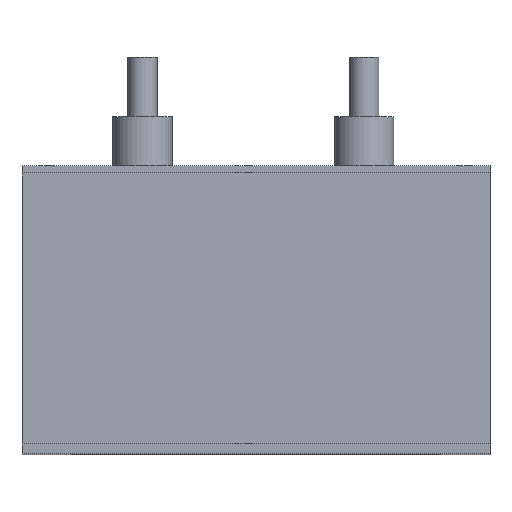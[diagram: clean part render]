
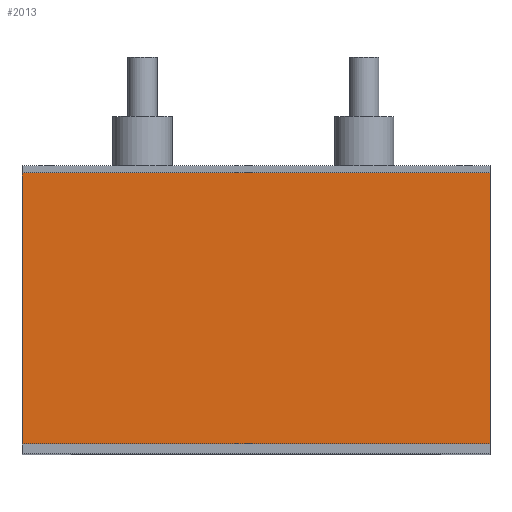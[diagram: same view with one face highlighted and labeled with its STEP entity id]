
A CAD part, top view. The second image highlights one B-rep face of the part: STEP entity #2013.
In plain terms, the highlighted planar face has unit normal (0, 0, 1).
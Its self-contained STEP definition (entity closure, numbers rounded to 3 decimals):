
#359=FACE_OUTER_BOUND('',#521,.T.);
#521=EDGE_LOOP('',(#1817,#1818,#1819,#1820));
#695=LINE('',#3419,#861);
#696=LINE('',#3422,#862);
#697=LINE('',#3424,#863);
#698=LINE('',#3425,#864);
#861=VECTOR('',#2851,10.);
#862=VECTOR('',#2854,10.);
#863=VECTOR('',#2855,10.);
#864=VECTOR('',#2856,10.);
#1043=VERTEX_POINT('',#3415);
#1044=VERTEX_POINT('',#3417);
#1045=VERTEX_POINT('',#3421);
#1046=VERTEX_POINT('',#3423);
#1311=EDGE_CURVE('',#1043,#1044,#695,.T.);
#1312=EDGE_CURVE('',#1045,#1043,#696,.T.);
#1313=EDGE_CURVE('',#1046,#1044,#697,.T.);
#1314=EDGE_CURVE('',#1045,#1046,#698,.T.);
#1817=ORIENTED_EDGE('',*,*,#1312,.T.);
#1818=ORIENTED_EDGE('',*,*,#1311,.T.);
#1819=ORIENTED_EDGE('',*,*,#1313,.F.);
#1820=ORIENTED_EDGE('',*,*,#1314,.F.);
#1907=PLANE('',#2264);
#2013=ADVANCED_FACE('',(#359),#1907,.T.);
#2264=AXIS2_PLACEMENT_3D('',#3420,#2852,#2853);
#2851=DIRECTION('',(0.,-1.,0.));
#2852=DIRECTION('center_axis',(0.,0.,1.));
#2853=DIRECTION('ref_axis',(-1.,0.,0.));
#2854=DIRECTION('',(-1.,0.,0.));
#2855=DIRECTION('',(-1.,0.,0.));
#2856=DIRECTION('',(0.,-1.,0.));
#3415=CARTESIAN_POINT('',(-47.5,0.,47.5));
#3417=CARTESIAN_POINT('',(-47.5,-55.,47.5));
#3419=CARTESIAN_POINT('',(-47.5,0.,47.5));
#3420=CARTESIAN_POINT('Origin',(47.5,0.,47.5));
#3421=CARTESIAN_POINT('',(47.5,0.,47.5));
#3422=CARTESIAN_POINT('',(47.5,0.,47.5));
#3423=CARTESIAN_POINT('',(47.5,-55.,47.5));
#3424=CARTESIAN_POINT('',(47.5,-55.,47.5));
#3425=CARTESIAN_POINT('',(47.5,0.,47.5));
